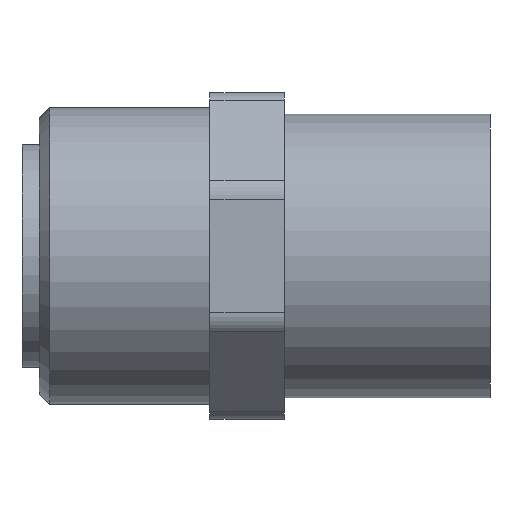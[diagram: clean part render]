
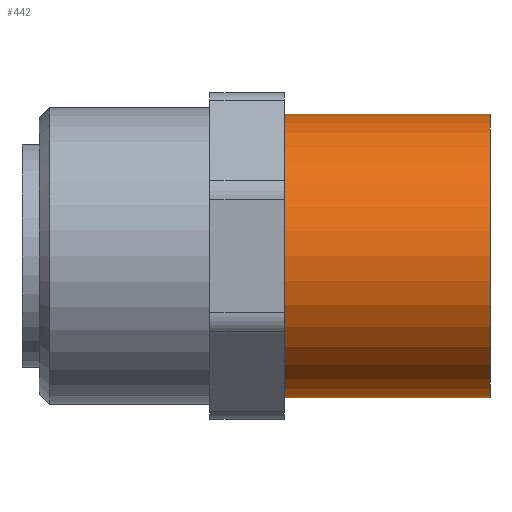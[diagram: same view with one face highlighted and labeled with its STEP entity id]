
A CAD part, front view. The second image highlights one B-rep face of the part: STEP entity #442.
In plain terms, the highlighted cylindrical face has radius 20 mm (diameter 40 mm), a full revolution.
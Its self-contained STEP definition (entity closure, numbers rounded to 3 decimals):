
#31=CYLINDRICAL_SURFACE('',#505,20.);
#190=ORIENTED_EDGE('',*,*,#266,.F.);
#191=ORIENTED_EDGE('',*,*,#267,.T.);
#266=EDGE_CURVE('',#307,#307,#332,.T.);
#267=EDGE_CURVE('',#308,#308,#333,.T.);
#307=VERTEX_POINT('',#764);
#308=VERTEX_POINT('',#767);
#332=CIRCLE('',#504,20.);
#333=CIRCLE('',#506,20.);
#364=EDGE_LOOP('',(#190));
#365=EDGE_LOOP('',(#191));
#400=FACE_BOUND('',#364,.T.);
#401=FACE_BOUND('',#365,.T.);
#442=ADVANCED_FACE('',(#400,#401),#31,.T.);
#504=AXIS2_PLACEMENT_3D('',#763,#635,#636);
#505=AXIS2_PLACEMENT_3D('',#765,#637,#638);
#506=AXIS2_PLACEMENT_3D('',#766,#639,#640);
#635=DIRECTION('',(1.,0.,0.));
#636=DIRECTION('',(0.,0.,-1.));
#637=DIRECTION('',(1.,0.,0.));
#638=DIRECTION('',(0.,0.,-1.));
#639=DIRECTION('',(1.,0.,0.));
#640=DIRECTION('',(0.,0.,-1.));
#763=CARTESIAN_POINT('',(0.,0.,0.));
#764=CARTESIAN_POINT('',(0.,0.,-20.));
#765=CARTESIAN_POINT('',(0.,0.,0.));
#766=CARTESIAN_POINT('',(-29.,0.,0.));
#767=CARTESIAN_POINT('',(-29.,0.,-20.));
